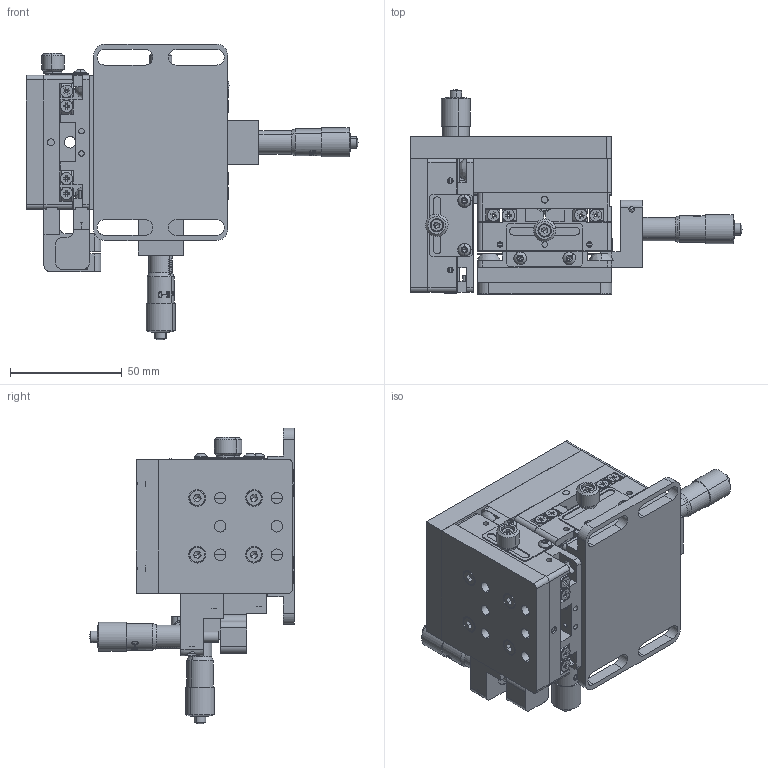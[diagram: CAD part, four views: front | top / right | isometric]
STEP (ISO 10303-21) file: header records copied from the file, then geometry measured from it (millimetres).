
FILE_DESCRIPTION (( 'STEP AP203' ), '1' );
FILE_NAME ('06FAS-3L.STEP', '2021-07-27T06:06:51', ( '' ), ( '' ), 'SwSTEP 2.0', 'SolidWorks 2020', '' );
FILE_SCHEMA (( 'CONFIG_CONTROL_DESIGN' ));
Products named in the file (1): 06FAS-3L
Bounding box: 148.74 x 91.7 x 132.5 mm (x, y, z)
Surface area: 119177.6 mm2 (no closed solid volume)
Topology: 0 solids, 118 shells, 1399 faces, 6004 edges, 4574 vertices
Faces by surface type: plane 818, cylinder 372, cone 126, torus 44, bspline 31, sphere 8
Entity records: 75318 total; most frequent: CARTESIAN_POINT 28273, DIRECTION 9319, ORIENTED_EDGE 8479, EDGE_CURVE 5954, VERTEX_POINT 4574, AXIS2_PLACEMENT_3D 3109, LINE 3101, VECTOR 3101
